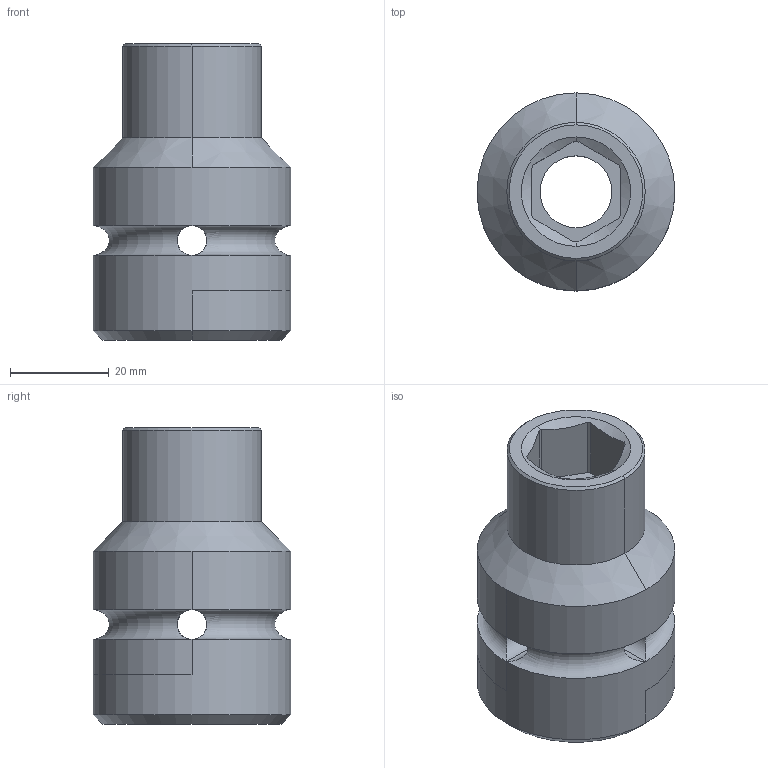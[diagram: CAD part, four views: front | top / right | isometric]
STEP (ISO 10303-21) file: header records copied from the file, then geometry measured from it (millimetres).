
FILE_DESCRIPTION((''),'2;1');
FILE_NAME('4026441800','2023-10-11T14:54:44',('a00565553'),(''),'CREO PARAMETRIC BY PTC INC, 2022414','CREO PARAMETRIC BY PTC INC, 2022414','');
FILE_SCHEMA(('CONFIG_CONTROL_DESIGN','GEOMETRIC_VALIDATION_PROPERTIES_MIM'));
Length unit declared in the file: millimetre
Products named in the file (1): 4026441800
Bounding box: 40 x 40 x 60 mm (x, y, z)
Volume: 38592.6 mm3; surface area: 12853.9 mm2
Topology: 1 solids, 1 shells, 62 faces, 164 edges, 102 vertices
Faces by surface type: cylinder 30, cone 14, plane 14, torus 4
Entity records: 2282 total; most frequent: CARTESIAN_POINT 604, DIRECTION 334, ORIENTED_EDGE 328, EDGE_CURVE 164, AXIS2_PLACEMENT_3D 134, VERTEX_POINT 102, CIRCLE 72, EDGE_LOOP 70
